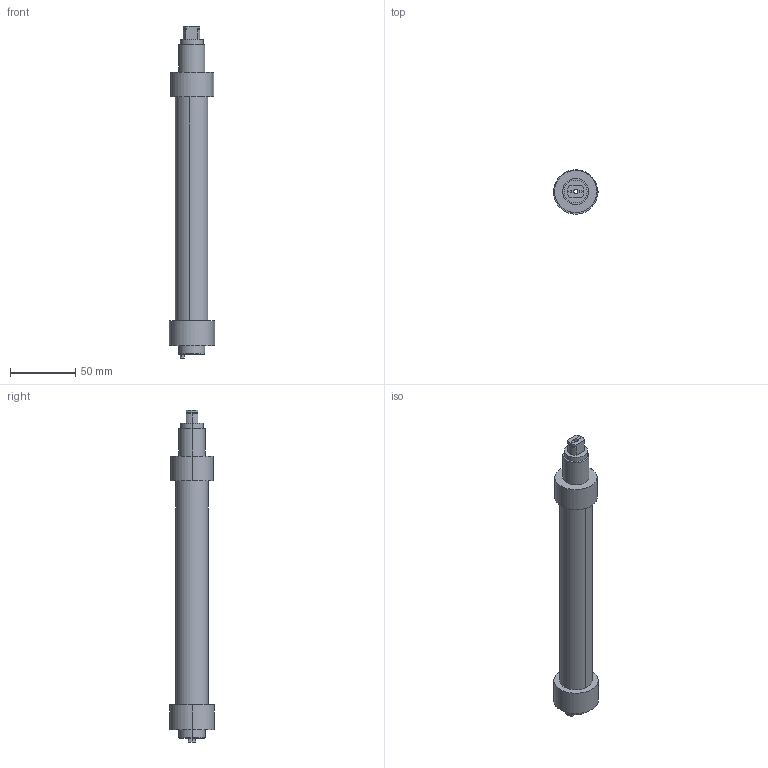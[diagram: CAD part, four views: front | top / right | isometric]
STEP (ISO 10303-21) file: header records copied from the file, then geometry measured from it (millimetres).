
FILE_DESCRIPTION(('STEP AP214'),'1');
FILE_NAME('cctmp_1FE7C46F-8D41-4C9E-8DAE-C68451E103F8_2022_10_31_14_33_56_0332..stp','2022-10-31T13:33:56',('Praher Valves GmbH'),('CADClick - www.CADClick.com'),'Spatial InterOp 3D',' ','unknown authorization');
FILE_SCHEMA(('AUTOMOTIVE_DESIGN'));
Length unit declared in the file: millimetre
Products named in the file (1): 125424
Bounding box: 34.5 x 33.99 x 254.3 mm (x, y, z)
Volume: 53705.7 mm3; surface area: 37664.4 mm2
Topology: 1 solids, 1 shells, 93 faces, 220 edges, 142 vertices
Faces by surface type: cylinder 42, plane 31, torus 20
Entity records: 3676 total; most frequent: CARTESIAN_POINT 680, DIRECTION 502, ORIENTED_EDGE 440, EDGE_CURVE 220, AXIS2_PLACEMENT_3D 204, VERTEX_POINT 142, CIRCLE 110, EDGE_LOOP 108
